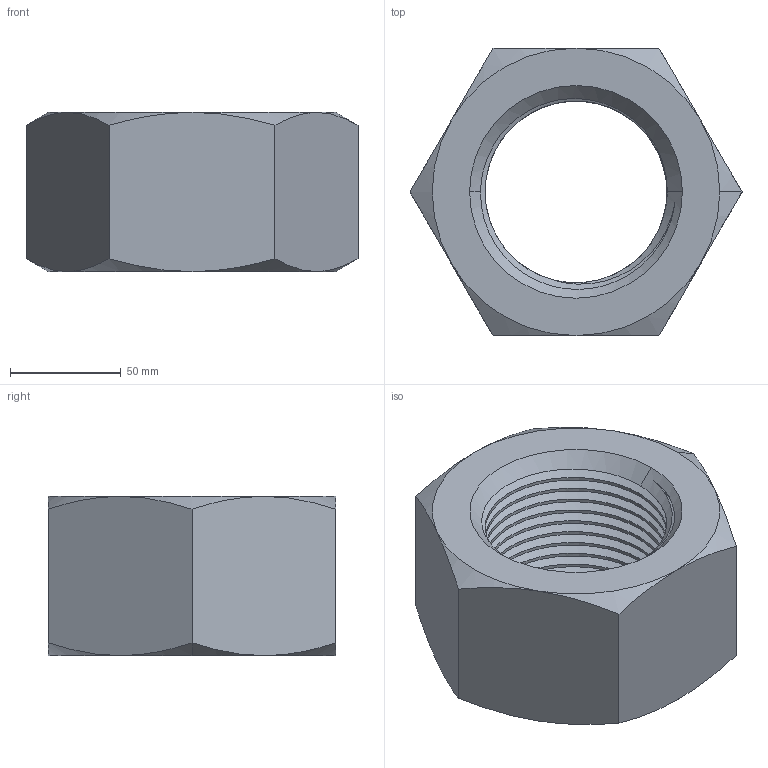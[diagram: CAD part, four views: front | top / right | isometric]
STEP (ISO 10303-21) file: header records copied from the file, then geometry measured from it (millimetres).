
FILE_DESCRIPTION (( 'STEP AP214' ), '1' );
FILE_NAME ('M90 Nut.STEP', '2019-05-01T13:53:47', ( '' ), ( '' ), 'SwSTEP 2.0', 'SolidWorks 2018', '' );
FILE_SCHEMA (( 'AUTOMOTIVE_DESIGN' ));
Length unit declared in the file: millimetre
Products named in the file (1): M90 Nut
Bounding box: 150.11 x 130 x 72 mm (x, y, z)
Volume: 629904.4 mm3; surface area: 79128.4 mm2
Topology: 1 solids, 1 shells, 48 faces, 124 edges, 78 vertices
Faces by surface type: cylinder 20, cone 18, plane 8, bspline 2
Entity records: 4257 total; most frequent: CARTESIAN_POINT 3229, ORIENTED_EDGE 248, DIRECTION 165, EDGE_CURVE 124, VERTEX_POINT 78, AXIS2_PLACEMENT_3D 67, EDGE_LOOP 50, ADVANCED_FACE 48
